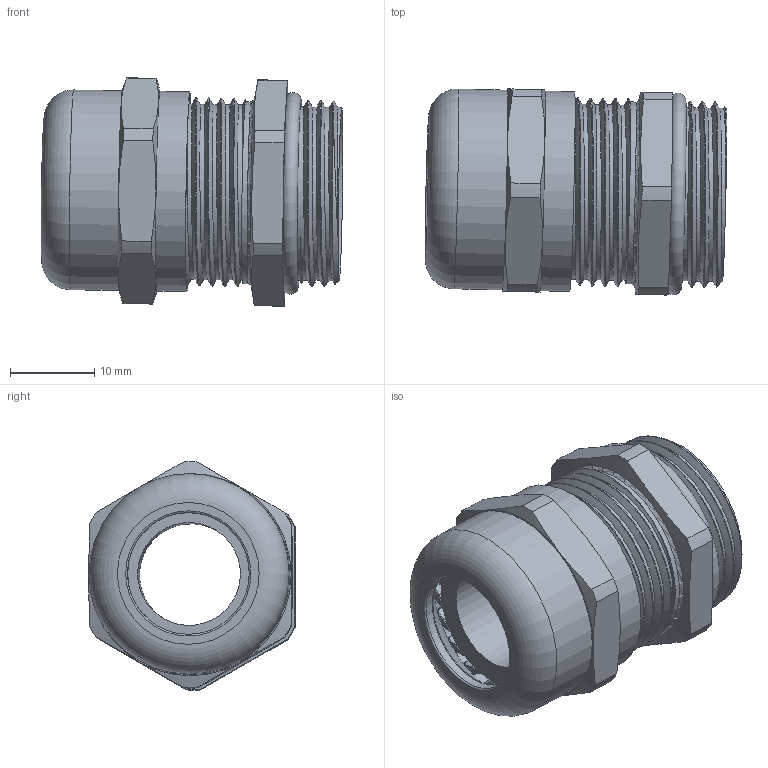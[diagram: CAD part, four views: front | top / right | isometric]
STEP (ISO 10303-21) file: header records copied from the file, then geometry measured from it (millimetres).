
FILE_DESCRIPTION(/* description */ ('Euro-Top PG 16 Edelstahl, KB: 7-12 mm'),/* implementation_level */ '2;1');
FILE_NAME(/* name */ '90180416-RST.stp',/* time_stamp */ '2019-12-16T12:54:05+01:00',/* author */ ('sl'),/* organization */ (''),/* preprocessor_version */ 'ST-DEVELOPER v16.5',/* originating_system */ 'Autodesk Inventor 2017',/* authorisation */ '');
FILE_SCHEMA (('AUTOMOTIVE_DESIGN { 1 0 10303 214 3 1 1 }'));
Length unit declared in the file: millimetre
Products named in the file (6): 90180416; 90080416; 90180416_1; 90080416_1; 90080416_2; 90080416_3
Assembly tree (5 placements, depth 2):
  90180416
    90080416
    90180416_1
    90080416_1
    90080416_2
    90080416_3
Bounding box: 35.82 x 24.45 x 27.1 mm (x, y, z)
Volume: 6095.7 mm3; surface area: 10514.2 mm2
Topology: 5 solids, 5 shells, 438 faces, 1070 edges, 642 vertices
Faces by surface type: cylinder 161, plane 122, torus 62, bspline 46, cone 29, sphere 18
Full cylindrical faces by diameter (mm): 12.2 x1, 14.45 x1, 14.5 x1, 14.8 x2, 17.38 x1, 18 x1, 19.22 x1, 19.27 x1, 19.87 x1, 20.568 x3, 21.06 x1, 21.29 x7, 21.63 x1, 23.368 x1, 23.71 x2
Entity records: 17059 total; most frequent: CARTESIAN_POINT 7202, DIRECTION 2135, ORIENTED_EDGE 1994, EDGE_CURVE 997, AXIS2_PLACEMENT_3D 906, VERTEX_POINT 611, CIRCLE 512, EDGE_LOOP 468
